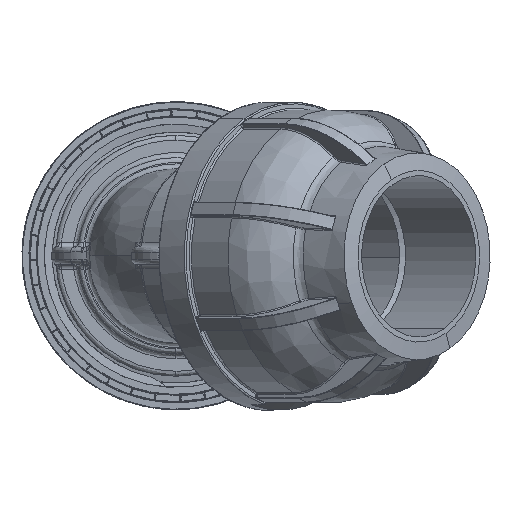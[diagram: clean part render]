
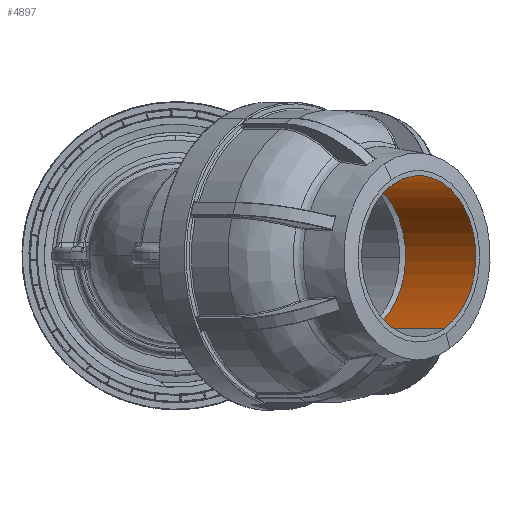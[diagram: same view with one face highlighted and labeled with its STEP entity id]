
A CAD part, left-side view. The second image highlights one B-rep face of the part: STEP entity #4897.
In plain terms, the highlighted cylindrical face has radius 16.25 mm (diameter 32.5 mm), a partial arc.
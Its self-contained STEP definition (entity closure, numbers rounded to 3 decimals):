
#1878 = CIRCLE ( 'NONE', #46219, 16.25 ) ;
#2736 = DIRECTION ( 'NONE',  ( -0.707, -0.707, 0. ) ) ;
#2849 = ORIENTED_EDGE ( 'NONE', *, *, #53270, .F. ) ;
#3627 = DIRECTION ( 'NONE',  ( -0.318, 0.318, 0.893 ) ) ;
#4897 = ADVANCED_FACE ( 'NONE', ( #21071 ), #8298, .T. ) ;
#5520 = DIRECTION ( 'NONE',  ( 0.707, 0.707, 0. ) ) ;
#6264 = ORIENTED_EDGE ( 'NONE', *, *, #17816, .T. ) ;
#6782 = VERTEX_POINT ( 'NONE', #51350 ) ;
#6822 = CARTESIAN_POINT ( 'NONE',  ( -80.508, -43.707, 13.715 ) ) ;
#6940 = EDGE_CURVE ( 'NONE', #39978, #6782, #49051, .T. ) ;
#8298 = CYLINDRICAL_SURFACE ( 'NONE', #8795, 16.25 ) ;
#8795 = AXIS2_PLACEMENT_3D ( 'NONE', #53744, #2736, #45652 ) ;
#10398 = DIRECTION ( 'NONE',  ( -0.707, -0.707, 0. ) ) ;
#15155 = VERTEX_POINT ( 'NONE', #6822 ) ;
#17816 = EDGE_CURVE ( 'NONE', #15155, #6782, #48570, .T. ) ;
#19187 = EDGE_LOOP ( 'NONE', ( #40114, #2849, #40777, #6264 ) ) ;
#20961 = VECTOR ( 'NONE', #39728, 1000. ) ;
#21071 = FACE_OUTER_BOUND ( 'NONE', #19187, .T. ) ;
#25404 = DIRECTION ( 'NONE',  ( 0.707, 0.707, 0. ) ) ;
#25413 = VERTEX_POINT ( 'NONE', #47155 ) ;
#33476 = LINE ( 'NONE', #39870, #46856 ) ;
#39728 = DIRECTION ( 'NONE',  ( -0.707, -0.707, 0. ) ) ;
#39870 = CARTESIAN_POINT ( 'NONE',  ( -80.508, -43.707, 13.715 ) ) ;
#39978 = VERTEX_POINT ( 'NONE', #42137 ) ;
#40114 = ORIENTED_EDGE ( 'NONE', *, *, #6940, .F. ) ;
#40777 = ORIENTED_EDGE ( 'NONE', *, *, #50163, .T. ) ;
#42137 = CARTESIAN_POINT ( 'NONE',  ( -56.037, -39.894, -15.317 ) ) ;
#44408 = AXIS2_PLACEMENT_3D ( 'NONE', #44507, #5520, #48812 ) ;
#44507 = CARTESIAN_POINT ( 'NONE',  ( -75.343, -48.872, -0.801 ) ) ;
#45652 = DIRECTION ( 'NONE',  ( -0.318, 0.318, 0.893 ) ) ;
#46219 = AXIS2_PLACEMENT_3D ( 'NONE', #47127, #25404, #3627 ) ;
#46856 = VECTOR ( 'NONE', #10398, 1000. ) ;
#47127 = CARTESIAN_POINT ( 'NONE',  ( -61.201, -34.73, -0.801 ) ) ;
#47155 = CARTESIAN_POINT ( 'NONE',  ( -66.366, -29.565, 13.715 ) ) ;
#48138 = CARTESIAN_POINT ( 'NONE',  ( -70.179, -54.036, -15.317 ) ) ;
#48570 = CIRCLE ( 'NONE', #44408, 16.25 ) ;
#48812 = DIRECTION ( 'NONE',  ( -0.318, 0.318, 0.893 ) ) ;
#49051 = LINE ( 'NONE', #48138, #20961 ) ;
#50163 = EDGE_CURVE ( 'NONE', #25413, #15155, #33476, .T. ) ;
#51350 = CARTESIAN_POINT ( 'NONE',  ( -70.179, -54.036, -15.317 ) ) ;
#53270 = EDGE_CURVE ( 'NONE', #25413, #39978, #1878, .T. ) ;
#53744 = CARTESIAN_POINT ( 'NONE',  ( -75.343, -48.872, -0.801 ) ) ;
